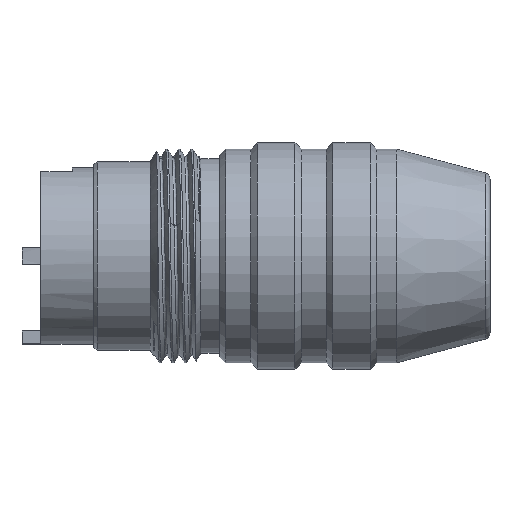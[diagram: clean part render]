
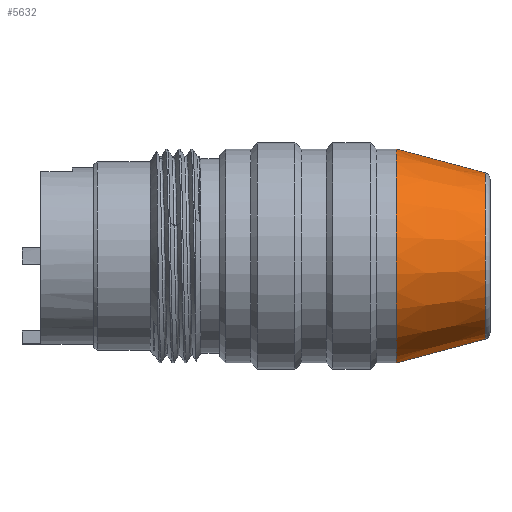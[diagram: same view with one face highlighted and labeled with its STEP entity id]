
A CAD part, top view. The second image highlights one B-rep face of the part: STEP entity #5632.
In plain terms, the highlighted conical face has half-angle 15 degrees and reference radius 7.55 mm.
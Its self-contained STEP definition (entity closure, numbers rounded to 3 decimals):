
#1460=CARTESIAN_POINT('',(24.036,9.01,-9.01));
#1461=DIRECTION('',(1.,0.,0.));
#1462=DIRECTION('',(0.,1.,0.));
#1463=AXIS2_PLACEMENT_3D('',#1460,#1461,#1462);
#1465=CARTESIAN_POINT('',(31.129,9.01,-9.01));
#1466=DIRECTION('',(-1.,0.,0.));
#1467=DIRECTION('',(0.,-1.,0.));
#1468=AXIS2_PLACEMENT_3D('',#1465,#1466,#1467);
#1495=DIRECTION('',(-0.966,0.259,0.));
#1496=VECTOR('',#1495,7.344);
#1497=CARTESIAN_POINT('',(31.129,15.609,-9.01));
#1498=LINE('313',#1497,#1496);
#1499=DIRECTION('',(-0.966,-0.259,0.));
#1500=VECTOR('',#1499,7.344);
#1501=CARTESIAN_POINT('',(31.129,2.411,-9.01));
#1502=LINE('314',#1501,#1500);
#3469=CARTESIAN_POINT('',(24.036,17.51,-9.01));
#3471=VERTEX_POINT('',#3469);
#3501=CARTESIAN_POINT('',(24.036,0.51,
-9.01));
#3503=VERTEX_POINT('',#3501);
#3533=CARTESIAN_POINT('',(31.129,2.411,-9.01));
#3534=CARTESIAN_POINT('',(31.129,15.609,-9.01));
#3535=VERTEX_POINT('',#3533);
#3536=VERTEX_POINT('',#3534);
#5618=CARTESIAN_POINT('',(27.583,9.01,-9.01));
#5619=DIRECTION('',(-1.,0.,0.));
#5620=DIRECTION('',(0.,1.,0.));
#5621=AXIS2_PLACEMENT_3D('',#5618,#5619,#5620);
#5622=CONICAL_SURFACE('70',#5621,7.55,15.);
#5624=ORIENTED_EDGE('309',*,*,#5623,.F.);
#5626=ORIENTED_EDGE('314',*,*,#5625,.T.);
#5627=ORIENTED_EDGE('277',*,*,#5611,.F.);
#5629=ORIENTED_EDGE('313',*,*,#5628,.F.);
#5630=EDGE_LOOP('70',(#5624,#5626,#5627,#5629));
#5631=FACE_OUTER_BOUND('70',#5630,.F.);
#1464=CIRCLE('277',#1463,8.5);
#1469=CIRCLE('309',#1468,6.599);
#5611=EDGE_CURVE('277',#3471,#3503,#1464,.T.);
#5623=EDGE_CURVE('309',#3535,#3536,#1469,.T.);
#5625=EDGE_CURVE('314',#3535,#3503,#1502,.T.);
#5628=EDGE_CURVE('313',#3536,#3471,#1498,.T.);
#5632=ADVANCED_FACE('70',(#5631),#5622,.T.);
